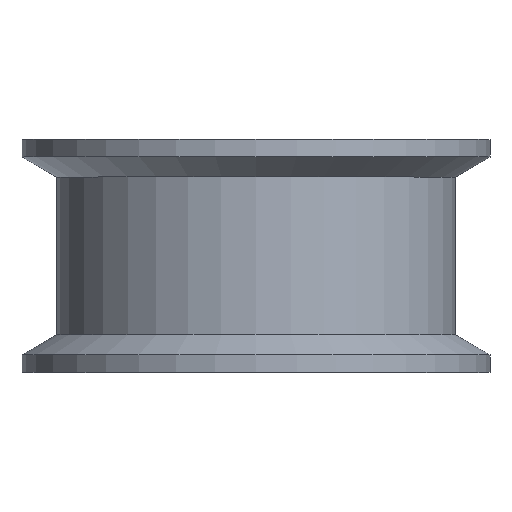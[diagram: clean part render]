
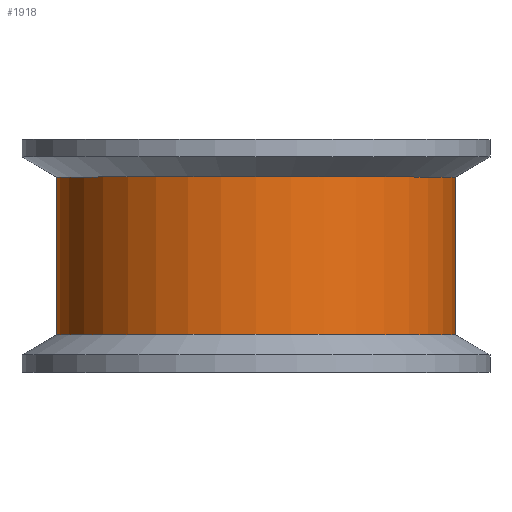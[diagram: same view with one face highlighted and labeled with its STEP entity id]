
A CAD part, top view. The second image highlights one B-rep face of the part: STEP entity #1918.
In plain terms, the highlighted cylindrical face has radius 34.2 mm (diameter 68.4 mm), a full revolution.
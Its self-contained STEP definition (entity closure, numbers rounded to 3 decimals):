
#161=CIRCLE('',#2129,34.2);
#162=CIRCLE('',#2131,34.2);
#197=CYLINDRICAL_SURFACE('',#2130,34.2);
#290=FACE_OUTER_BOUND('',#389,.T.);
#389=EDGE_LOOP('',(#1732,#1733,#1734,#1735));
#604=LINE('',#3668,#717);
#717=VECTOR('',#2623,34.2);
#912=VERTEX_POINT('',#3662);
#913=VERTEX_POINT('',#3666);
#1202=EDGE_CURVE('',#912,#912,#161,.T.);
#1204=EDGE_CURVE('',#913,#913,#162,.T.);
#1205=EDGE_CURVE('',#913,#912,#604,.T.);
#1732=ORIENTED_EDGE('',*,*,#1204,.F.);
#1733=ORIENTED_EDGE('',*,*,#1205,.T.);
#1734=ORIENTED_EDGE('',*,*,#1202,.T.);
#1735=ORIENTED_EDGE('',*,*,#1205,.F.);
#1918=ADVANCED_FACE('',(#290),#197,.T.);
#2129=AXIS2_PLACEMENT_3D('',#3663,#2616,#2617);
#2130=AXIS2_PLACEMENT_3D('',#3665,#2619,#2620);
#2131=AXIS2_PLACEMENT_3D('',#3667,#2621,#2622);
#2616=DIRECTION('center_axis',(0.,-1.,0.));
#2617=DIRECTION('ref_axis',(1.,0.,0.));
#2619=DIRECTION('center_axis',(0.,-1.,0.));
#2620=DIRECTION('ref_axis',(-1.,0.,0.));
#2621=DIRECTION('center_axis',(0.,-1.,0.));
#2622=DIRECTION('ref_axis',(1.,0.,0.));
#2623=DIRECTION('',(0.,1.,0.));
#3662=CARTESIAN_POINT('',(34.2,9.136,0.));
#3663=CARTESIAN_POINT('Origin',(0.,9.136,
0.));
#3665=CARTESIAN_POINT('Origin',(0.,-4.4,
0.));
#3666=CARTESIAN_POINT('',(34.2,-17.936,0.));
#3667=CARTESIAN_POINT('Origin',(0.,-17.936,0.));
#3668=CARTESIAN_POINT('',(34.2,-4.4,0.));
